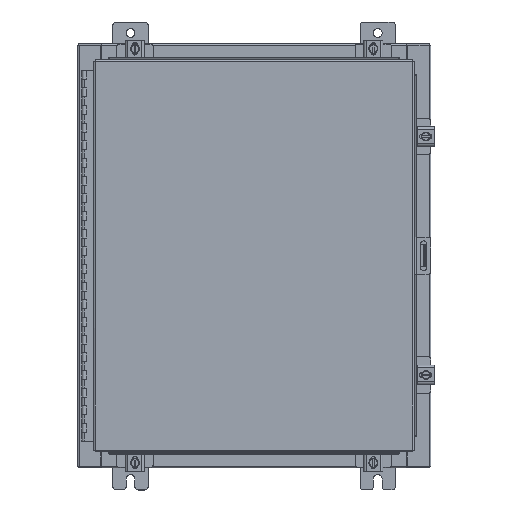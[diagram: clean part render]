
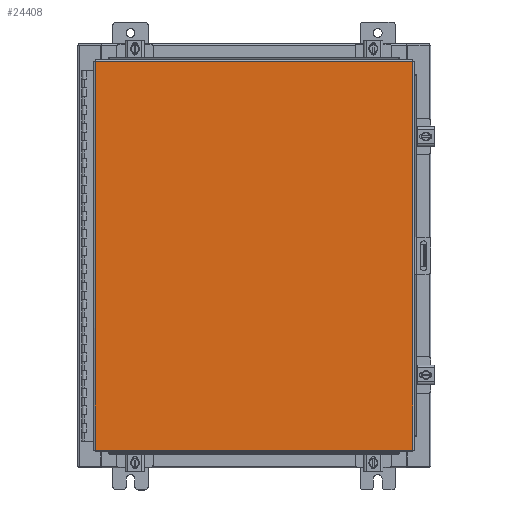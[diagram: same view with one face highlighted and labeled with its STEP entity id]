
A CAD part, top view. The second image highlights one B-rep face of the part: STEP entity #24408.
In plain terms, the highlighted planar face has unit normal (0, 0, 1).
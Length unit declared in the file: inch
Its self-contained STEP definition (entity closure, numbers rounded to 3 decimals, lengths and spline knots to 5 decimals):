
#751 = DIRECTION ( 'NONE',  ( -1., 0., 0. ) ) ;
#1484 = EDGE_LOOP ( 'NONE', ( #7647, #15524, #18914, #4699 ) ) ;
#1545 = DIRECTION ( 'NONE',  ( -1., 0., 0. ) ) ;
#1667 = DIRECTION ( 'NONE',  ( 1., 0., 0. ) ) ;
#2756 = EDGE_CURVE ( 'NONE', #21965, #11310, #19775, .T. ) ;
#4699 = ORIENTED_EDGE ( 'NONE', *, *, #2756, .T. ) ;
#4975 = EDGE_CURVE ( 'NONE', #17559, #21965, #17641, .T. ) ;
#5023 = AXIS2_PLACEMENT_3D ( 'NONE', #29061, #16596, #1545 ) ;
#5585 = CARTESIAN_POINT ( 'NONE',  ( -8.9903, 11.0063, 0. ) ) ;
#5676 = VERTEX_POINT ( 'NONE', #8286 ) ;
#6140 = DIRECTION ( 'NONE',  ( 0., -1., 0. ) ) ;
#7647 = ORIENTED_EDGE ( 'NONE', *, *, #17133, .T. ) ;
#8286 = CARTESIAN_POINT ( 'NONE',  ( 8.9903, -11.0063, 0. ) ) ;
#9634 = VECTOR ( 'NONE', #1667, 39.37008 ) ;
#11310 = VERTEX_POINT ( 'NONE', #20624 ) ;
#12075 = CARTESIAN_POINT ( 'NONE',  ( 8.9903, -11.0063, 0. ) ) ;
#12762 = EDGE_CURVE ( 'NONE', #5676, #17559, #18559, .T. ) ;
#13275 = CARTESIAN_POINT ( 'NONE',  ( 8.9903, 11.0063, 0. ) ) ;
#15524 = ORIENTED_EDGE ( 'NONE', *, *, #12762, .T. ) ;
#16596 = DIRECTION ( 'NONE',  ( 0., 0., -1. ) ) ;
#16716 = CARTESIAN_POINT ( 'NONE',  ( -8.9903, -11.0063, 0. ) ) ;
#17133 = EDGE_CURVE ( 'NONE', #11310, #5676, #28838, .T. ) ;
#17559 = VERTEX_POINT ( 'NONE', #21419 ) ;
#17641 = LINE ( 'NONE', #13275, #30192 ) ;
#18559 = LINE ( 'NONE', #12075, #24424 ) ;
#18914 = ORIENTED_EDGE ( 'NONE', *, *, #4975, .T. ) ;
#19775 = LINE ( 'NONE', #26200, #25625 ) ;
#20624 = CARTESIAN_POINT ( 'NONE',  ( -8.9903, -11.0063, 0. ) ) ;
#21419 = CARTESIAN_POINT ( 'NONE',  ( 8.9903, 11.0063, 0. ) ) ;
#21965 = VERTEX_POINT ( 'NONE', #5585 ) ;
#24408 = ADVANCED_FACE ( 'NONE', ( #25587 ), #26543, .F. ) ;
#24424 = VECTOR ( 'NONE', #29581, 39.37008 ) ;
#25587 = FACE_OUTER_BOUND ( 'NONE', #1484, .T. ) ;
#25625 = VECTOR ( 'NONE', #6140, 39.37008 ) ;
#26200 = CARTESIAN_POINT ( 'NONE',  ( -8.9903, 11.0063, 0. ) ) ;
#26543 = PLANE ( 'NONE',  #5023 ) ;
#28838 = LINE ( 'NONE', #16716, #9634 ) ;
#29061 = CARTESIAN_POINT ( 'NONE',  ( 0., 0., 0. ) ) ;
#29581 = DIRECTION ( 'NONE',  ( 0., 1., 0. ) ) ;
#30192 = VECTOR ( 'NONE', #751, 39.37008 ) ;
